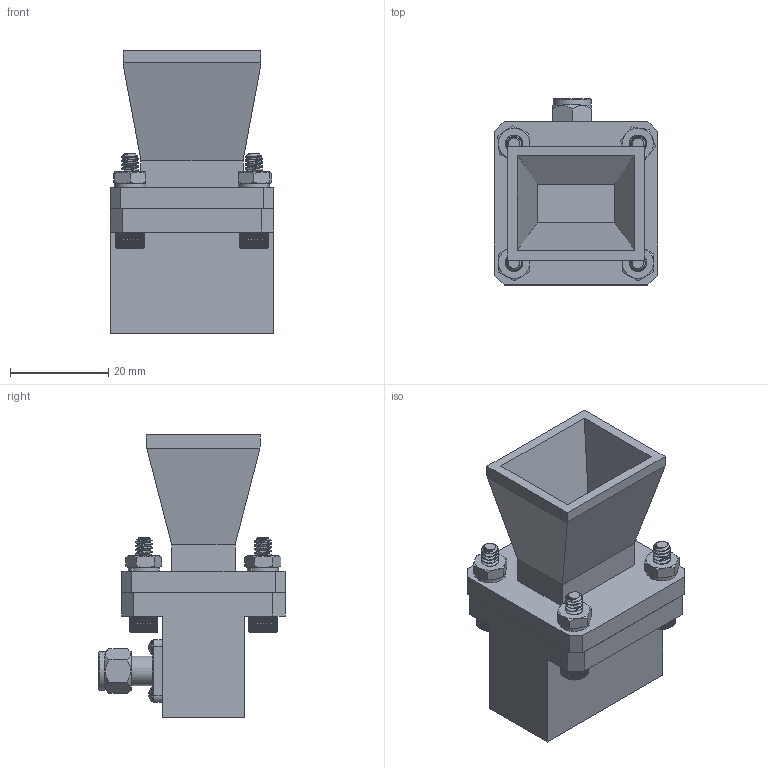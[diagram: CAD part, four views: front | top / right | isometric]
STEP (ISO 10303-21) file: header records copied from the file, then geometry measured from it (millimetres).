
FILE_DESCRIPTION (( 'STEP AP214' ), '1' );
FILE_NAME ('PEWAN062-10SM_3D.STEP', '2021-11-22T20:16:13', ( '' ), ( '' ), 'SwSTEP 2.0', 'SolidWorks 2021', '' );
FILE_SCHEMA (( 'AUTOMOTIVE_DESIGN' ));
Length unit declared in the file: inch
Products named in the file (8): 6-32SH-HXx.625_92196A150; PEWAN062-10SM_3D; PEWAN062-10; 6-LW; 6-32HN-NARROW_90730A007; Copy of PE9809^PE9809; PE9809; Copy of PE9809_SMA Male^PE9809
Assembly tree (16 placements, depth 3):
  PEWAN062-10SM_3D
    6-32HN-NARROW_90730A007  x4
    6-32SH-HXx.625_92196A150  x4
    6-LW  x4
    PE9809
      Copy of PE9809^PE9809
      Copy of PE9809_SMA Male^PE9809
    PEWAN062-10
Bounding box: 33.38 x 38.02 x 57.52 mm (x, y, z)
Volume: 24876.6 mm3; surface area: 16583.8 mm2
Topology: 19 solids, 19 shells, 1267 faces, 3057 edges, 1846 vertices
Faces by surface type: plane 733, cone 333, cylinder 151, bspline 38, torus 8, sphere 4
Full cylindrical faces by diameter (mm): 0.94 x1, 1.016 x1, 2.946 x4, 3.67 x4, 3.7 x4, 3.704 x1, 4.064 x1, 5.996 x1, 6.35 x2, 7.772 x1
Entity records: 31621 total; most frequent: CARTESIAN_POINT 15530, ORIENTED_EDGE 2778, DIRECTION 2093, EDGE_CURVE 1389, VERTEX_POINT 901, AXIS2_PLACEMENT_3D 760, EDGE_LOOP 640, FACE_OUTER_BOUND 593
